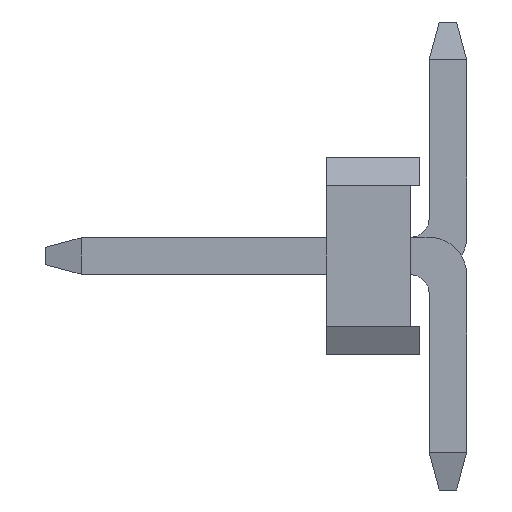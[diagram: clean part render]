
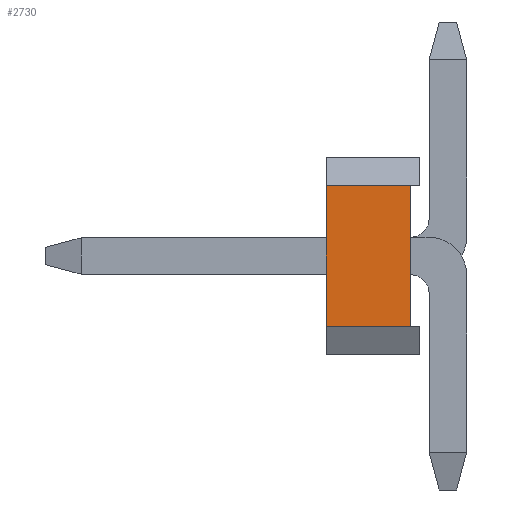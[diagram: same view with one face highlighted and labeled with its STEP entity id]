
A CAD part, left-side view. The second image highlights one B-rep face of the part: STEP entity #2730.
In plain terms, the highlighted planar face has unit normal (-1, 0, 0).
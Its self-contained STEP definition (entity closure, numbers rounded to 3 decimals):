
#346=DIRECTION('',(0.,0.,-1.));
#347=VECTOR('',#346,1.5);
#348=CARTESIAN_POINT('',(-0.635,0.,0.75));
#349=LINE('',#348,#347);
#983=DIRECTION('',(0.,-1.,0.));
#984=VECTOR('',#983,0.9);
#985=CARTESIAN_POINT('',(-0.635,0.,0.75));
#986=LINE('',#985,#984);
#990=DIRECTION('',(0.,0.,1.));
#991=VECTOR('',#990,1.5);
#992=CARTESIAN_POINT('',(-0.635,-0.9,-0.75));
#993=LINE('',#992,#991);
#997=DIRECTION('',(0.,-1.,0.));
#998=VECTOR('',#997,0.9);
#999=CARTESIAN_POINT('',(-0.635,0.,-0.75));
#1000=LINE('',#999,#998);
#1659=CARTESIAN_POINT('',(-0.635,0.,0.75));
#1660=CARTESIAN_POINT('',(-0.635,0.,-0.75));
#1661=VERTEX_POINT('',#1659);
#1662=VERTEX_POINT('',#1660);
#1691=CARTESIAN_POINT('',(-0.635,-0.9,-0.75));
#1692=VERTEX_POINT('',#1691);
#1693=CARTESIAN_POINT('',(-0.635,-0.9,0.75));
#1694=VERTEX_POINT('',#1693);
#2718=CARTESIAN_POINT('',(-0.635,0.,-0.75));
#2719=DIRECTION('',(-1.,0.,0.));
#2720=DIRECTION('',(0.,0.,1.));
#2721=AXIS2_PLACEMENT_3D('',#2718,#2719,#2720);
#2722=PLANE('',#2721);
#2723=ORIENTED_EDGE('',*,*,#2133,.F.);
#2725=ORIENTED_EDGE('',*,*,#2724,.F.);
#2726=ORIENTED_EDGE('',*,*,#2002,.F.);
#2727=ORIENTED_EDGE('',*,*,#2708,.T.);
#2728=EDGE_LOOP('',(#2723,#2725,#2726,#2727));
#2729=FACE_OUTER_BOUND('',#2728,.F.);
#2730=ADVANCED_FACE('',(#2729),#2722,.T.);
#2002=EDGE_CURVE('',#1661,#1662,#349,.T.);
#2133=EDGE_CURVE('',#1692,#1694,#993,.T.);
#2708=EDGE_CURVE('',#1661,#1694,#986,.T.);
#2724=EDGE_CURVE('',#1662,#1692,#1000,.T.);
